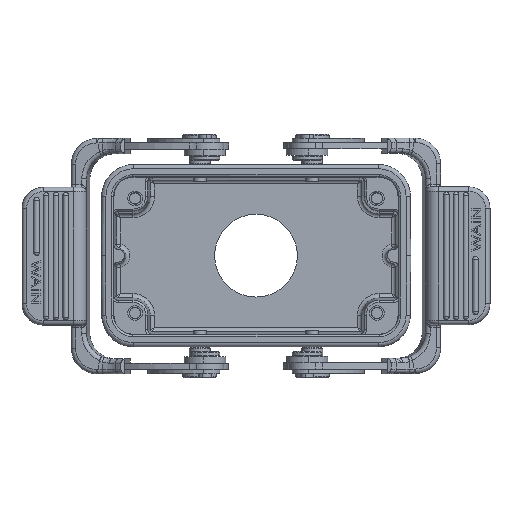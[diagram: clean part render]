
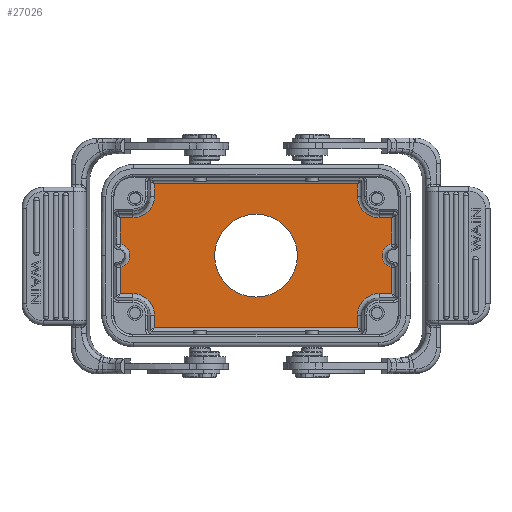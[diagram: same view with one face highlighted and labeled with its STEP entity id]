
A CAD part, front view. The second image highlights one B-rep face of the part: STEP entity #27026.
In plain terms, the highlighted planar face has unit normal (0, -1, 0).
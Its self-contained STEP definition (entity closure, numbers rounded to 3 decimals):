
#312=CARTESIAN_POINT('',(-31.947,19.35,-8.947));
#331=DIRECTION('',(0.,0.,-1.));
#332=VECTOR('',#331,6.23);
#333=CARTESIAN_POINT('',(-31.947,19.35,-2.717));
#334=LINE('',#333,#332);
#361=DIRECTION('',(1.,0.,0.));
#362=VECTOR('',#361,2.947);
#363=CARTESIAN_POINT('',(-31.947,19.35,-8.947));
#364=LINE('',#363,#362);
#388=DIRECTION('',(0.,0.,-1.));
#389=VECTOR('',#388,2.947);
#390=CARTESIAN_POINT('',(-23.946,19.35,-14.));
#391=LINE('',#390,#389);
#406=CARTESIAN_POINT('',(29.,19.35,-14.));
#407=DIRECTION('',(0.,-1.,0.));
#408=DIRECTION('',(0.,0.,1.));
#409=AXIS2_PLACEMENT_3D('',#406,#407,#408);
#411=CARTESIAN_POINT('',(-29.,19.35,-14.));
#412=DIRECTION('',(0.,-1.,0.));
#413=DIRECTION('',(1.,0.,0.));
#414=AXIS2_PLACEMENT_3D('',#411,#412,#413);
#416=CARTESIAN_POINT('',(-32.5,19.35,0.));
#417=DIRECTION('',(0.,-1.,0.));
#418=DIRECTION('',(0.2,0.,-0.98));
#419=AXIS2_PLACEMENT_3D('',#416,#417,#418);
#421=CARTESIAN_POINT('',(-29.,19.35,14.));
#422=DIRECTION('',(0.,-1.,0.));
#423=DIRECTION('',(0.,0.,-1.));
#424=AXIS2_PLACEMENT_3D('',#421,#422,#423);
#426=CARTESIAN_POINT('',(29.,19.35,14.));
#427=DIRECTION('',(0.,-1.,0.));
#428=DIRECTION('',(-1.,0.,0.));
#429=AXIS2_PLACEMENT_3D('',#426,#427,#428);
#431=CARTESIAN_POINT('',(32.5,19.35,0.));
#432=DIRECTION('',(0.,-1.,0.));
#433=DIRECTION('',(-0.2,0.,0.98));
#434=AXIS2_PLACEMENT_3D('',#431,#432,#433);
#436=CARTESIAN_POINT('',(0.,19.35,0.));
#437=DIRECTION('',(0.,1.,0.));
#438=DIRECTION('',(-1.,0.,0.));
#439=AXIS2_PLACEMENT_3D('',#436,#437,#438);
#441=CARTESIAN_POINT('',(0.,19.35,0.));
#442=DIRECTION('',(0.,1.,0.));
#443=DIRECTION('',(1.,0.,0.));
#444=AXIS2_PLACEMENT_3D('',#441,#442,#443);
#455=DIRECTION('',(0.,0.,1.));
#456=VECTOR('',#455,6.23);
#457=CARTESIAN_POINT('',(31.947,19.35,-8.947));
#458=LINE('',#457,#456);
#602=DIRECTION('',(0.,0.,1.));
#603=VECTOR('',#602,6.23);
#604=CARTESIAN_POINT('',(31.947,19.35,2.716));
#605=LINE('',#604,#603);
#632=DIRECTION('',(-1.,0.,0.));
#633=VECTOR('',#632,2.947);
#634=CARTESIAN_POINT('',(31.947,19.35,8.947));
#635=LINE('',#634,#633);
#659=DIRECTION('',(0.,0.,1.));
#660=VECTOR('',#659,2.947);
#661=CARTESIAN_POINT('',(23.946,19.35,14.));
#662=LINE('',#661,#660);
#698=DIRECTION('',(-1.,0.,0.));
#699=VECTOR('',#698,47.893);
#700=CARTESIAN_POINT('',(23.947,19.35,16.947));
#701=LINE('',#700,#699);
#741=DIRECTION('',(0.,0.,-1.));
#742=VECTOR('',#741,2.947);
#743=CARTESIAN_POINT('',(-23.947,19.35,16.947));
#744=LINE('',#743,#742);
#768=DIRECTION('',(-1.,0.,0.));
#769=VECTOR('',#768,2.947);
#770=CARTESIAN_POINT('',(-29.,19.35,8.946));
#771=LINE('',#770,#769);
#864=DIRECTION('',(0.,0.,-1.));
#865=VECTOR('',#864,6.23);
#866=CARTESIAN_POINT('',(-31.947,19.35,8.947));
#867=LINE('',#866,#865);
#1439=DIRECTION('',(1.,0.,0.));
#1440=VECTOR('',#1439,47.893);
#1441=CARTESIAN_POINT('',(-23.947,19.35,
-16.947));
#1442=LINE('',#1441,#1440);
#1483=DIRECTION('',(0.,0.,1.));
#1484=VECTOR('',#1483,2.947);
#1485=CARTESIAN_POINT('',(23.947,19.35,-16.947));
#1486=LINE('',#1485,#1484);
#1510=DIRECTION('',(1.,0.,0.));
#1511=VECTOR('',#1510,2.947);
#1512=CARTESIAN_POINT('',(29.,19.35,-8.946));
#1513=LINE('',#1512,#1511);
#21355=VERTEX_POINT('',#312);
#21356=CARTESIAN_POINT('',(-31.947,19.35,-2.717));
#21357=VERTEX_POINT('',#21356);
#21368=CARTESIAN_POINT('',(-29.,19.35,
-8.946));
#21369=VERTEX_POINT('',#21368);
#21372=CARTESIAN_POINT('',(-23.946,19.35,
-13.999));
#21373=VERTEX_POINT('',#21372);
#21380=CARTESIAN_POINT('',(-23.947,19.35,
-16.947));
#21381=VERTEX_POINT('',#21380);
#21382=CARTESIAN_POINT('',(31.947,19.35,
-8.947));
#21383=CARTESIAN_POINT('',(31.947,19.35,
-2.716));
#21384=VERTEX_POINT('',#21382);
#21385=VERTEX_POINT('',#21383);
#21386=CARTESIAN_POINT('',(29.,19.35,
-8.946));
#21387=VERTEX_POINT('',#21386);
#21388=CARTESIAN_POINT('',(23.946,19.35,
-13.999));
#21389=VERTEX_POINT('',#21388);
#21390=CARTESIAN_POINT('',(23.947,19.35,
-16.947));
#21391=VERTEX_POINT('',#21390);
#21392=CARTESIAN_POINT('',(-31.947,19.35,
2.716));
#21393=VERTEX_POINT('',#21392);
#21394=CARTESIAN_POINT('',(-31.947,19.35,
8.947));
#21395=VERTEX_POINT('',#21394);
#21396=CARTESIAN_POINT('',(-29.,19.35,
8.946));
#21397=VERTEX_POINT('',#21396);
#21398=CARTESIAN_POINT('',(-23.946,19.35,
13.999));
#21399=VERTEX_POINT('',#21398);
#21400=CARTESIAN_POINT('',(-23.947,19.35,
16.947));
#21401=VERTEX_POINT('',#21400);
#21402=CARTESIAN_POINT('',(23.947,19.35,16.947));
#21403=VERTEX_POINT('',#21402);
#21404=CARTESIAN_POINT('',(23.946,19.35,14.));
#21405=VERTEX_POINT('',#21404);
#21406=CARTESIAN_POINT('',(28.999,19.35,8.946));
#21407=VERTEX_POINT('',#21406);
#21408=CARTESIAN_POINT('',(31.947,19.35,8.947));
#21409=VERTEX_POINT('',#21408);
#21410=CARTESIAN_POINT('',(31.947,19.35,2.716));
#21411=VERTEX_POINT('',#21410);
#26347=CARTESIAN_POINT('',(-9.75,19.35,0.));
#26348=CARTESIAN_POINT('',(9.75,19.35,0.));
#26349=VERTEX_POINT('',#26347);
#26350=VERTEX_POINT('',#26348);
#26977=CARTESIAN_POINT('',(0.,19.35,0.));
#26978=DIRECTION('',(0.,1.,0.));
#26979=DIRECTION('',(0.,0.,-1.));
#26980=AXIS2_PLACEMENT_3D('',#26977,#26978,#26979);
#26981=PLANE('',#26980);
#26983=ORIENTED_EDGE('',*,*,#26982,.F.);
#26985=ORIENTED_EDGE('',*,*,#26984,.F.);
#26987=ORIENTED_EDGE('',*,*,#26986,.T.);
#26989=ORIENTED_EDGE('',*,*,#26988,.F.);
#26991=ORIENTED_EDGE('',*,*,#26990,.F.);
#26992=ORIENTED_EDGE('',*,*,#26969,.F.);
#26993=ORIENTED_EDGE('',*,*,#26927,.T.);
#26994=ORIENTED_EDGE('',*,*,#26914,.F.);
#26995=ORIENTED_EDGE('',*,*,#26730,.F.);
#26997=ORIENTED_EDGE('',*,*,#26996,.T.);
#26999=ORIENTED_EDGE('',*,*,#26998,.F.);
#27001=ORIENTED_EDGE('',*,*,#27000,.F.);
#27003=ORIENTED_EDGE('',*,*,#27002,.T.);
#27005=ORIENTED_EDGE('',*,*,#27004,.F.);
#27007=ORIENTED_EDGE('',*,*,#27006,.F.);
#27009=ORIENTED_EDGE('',*,*,#27008,.F.);
#27011=ORIENTED_EDGE('',*,*,#27010,.T.);
#27013=ORIENTED_EDGE('',*,*,#27012,.F.);
#27015=ORIENTED_EDGE('',*,*,#27014,.F.);
#27017=ORIENTED_EDGE('',*,*,#27016,.T.);
#27018=EDGE_LOOP('',(#26983,#26985,#26987,#26989,#26991,#26992,#26993,#26994,
#26995,#26997,#26999,#27001,#27003,#27005,#27007,#27009,#27011,#27013,#27015,
#27017));
#27019=FACE_OUTER_BOUND('',#27018,.F.);
#27021=ORIENTED_EDGE('',*,*,#27020,.F.);
#27023=ORIENTED_EDGE('',*,*,#27022,.F.);
#27024=EDGE_LOOP('',(#27021,#27023));
#27025=FACE_BOUND('',#27024,.F.);
#27026=ADVANCED_FACE('',(#27019,#27025),#26981,.F.);
#410=CIRCLE('',#409,5.054);
#415=CIRCLE('',#414,5.054);
#420=CIRCLE('',#419,2.772);
#425=CIRCLE('',#424,5.054);
#430=CIRCLE('',#429,5.054);
#435=CIRCLE('',#434,2.772);
#440=CIRCLE('',#439,9.75);
#445=CIRCLE('',#444,9.75);
#26730=EDGE_CURVE('',#21357,#21355,#334,.T.);
#26914=EDGE_CURVE('',#21355,#21369,#364,.T.);
#26927=EDGE_CURVE('',#21373,#21369,#415,.T.);
#26969=EDGE_CURVE('',#21373,#21381,#391,.T.);
#26982=EDGE_CURVE('',#21384,#21385,#458,.T.);
#26984=EDGE_CURVE('',#21387,#21384,#1513,.T.);
#26986=EDGE_CURVE('',#21387,#21389,#410,.T.);
#26988=EDGE_CURVE('',#21391,#21389,#1486,.T.);
#26990=EDGE_CURVE('',#21381,#21391,#1442,.T.);
#26996=EDGE_CURVE('',#21357,#21393,#420,.T.);
#26998=EDGE_CURVE('',#21395,#21393,#867,.T.);
#27000=EDGE_CURVE('',#21397,#21395,#771,.T.);
#27002=EDGE_CURVE('',#21397,#21399,#425,.T.);
#27004=EDGE_CURVE('',#21401,#21399,#744,.T.);
#27006=EDGE_CURVE('',#21403,#21401,#701,.T.);
#27008=EDGE_CURVE('',#21405,#21403,#662,.T.);
#27010=EDGE_CURVE('',#21405,#21407,#430,.T.);
#27012=EDGE_CURVE('',#21409,#21407,#635,.T.);
#27014=EDGE_CURVE('',#21411,#21409,#605,.T.);
#27016=EDGE_CURVE('',#21411,#21385,#435,.T.);
#27020=EDGE_CURVE('',#26349,#26350,#440,.T.);
#27022=EDGE_CURVE('',#26350,#26349,#445,.T.);
